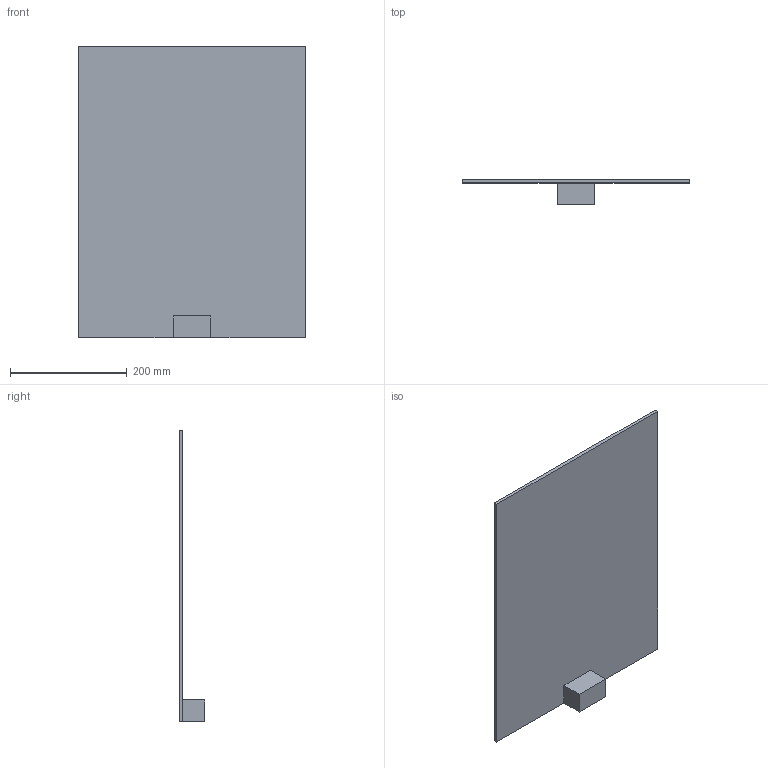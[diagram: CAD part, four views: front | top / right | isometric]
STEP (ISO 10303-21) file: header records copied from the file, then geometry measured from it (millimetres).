
FILE_DESCRIPTION((''),'2;1');
FILE_NAME('BKG4002W3LA_ASM','2022-12-02T09:29:30',('hollstem'),(''),'CREO PARAMETRIC BY PTC INC, 2022024','CREO PARAMETRIC BY PTC INC, 2022024','');
FILE_SCHEMA(('AUTOMOTIVE_DESIGN { 1 0 10303 214 1 1 1 1 }'));
Length unit declared in the file: millimetre
Products named in the file (3): 1BKG4002W3LA; AUSLASS; BKG4002W3LA_ASM
Assembly tree (2 placements, depth 2):
  BKG4002W3LA_ASM
    1BKG4002W3LA
    AUSLASS
Bounding box: 390 x 43 x 499 mm (x, y, z)
Volume: 1255048.9 mm3; surface area: 408945.9 mm2
Topology: 2 solids, 2 shells, 16 faces, 36 edges, 24 vertices
Faces by surface type: plane 16
Entity records: 3165 total; most frequent: DIRECTION 360, CARTESIAN_POINT 281, PROPERTY_DEFINITION 230, REPRESENTATION 228, PROPERTY_DEFINITION_REPRESENTATION 228, COLOUR_RGB 209, GENERAL_PROPERTY 188, GENERAL_PROPERTY_ASSOCIATION 188
